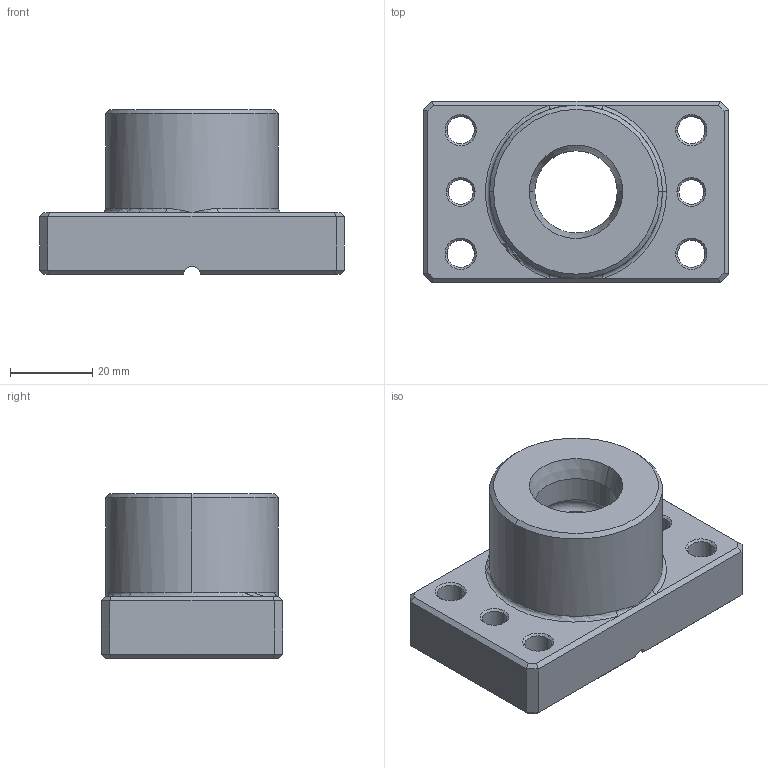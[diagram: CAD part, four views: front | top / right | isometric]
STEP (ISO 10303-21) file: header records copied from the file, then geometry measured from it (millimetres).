
FILE_DESCRIPTION (( 'STEP AP214' ), '1' );
FILE_NAME ('SZBP-D20.step', '2021-09-18T03:20:31', ( 'User' ), ( 'china' ), 'SwSTEP 2.0', 'SolidWorks 2016', '' );
FILE_SCHEMA (( 'AUTOMOTIVE_DESIGN' ));
Length unit declared in the file: millimetre
Products named in the file (1): SZBP-D20
Bounding box: 74 x 44 x 40 mm (x, y, z)
Volume: 66846.4 mm3; surface area: 16104.2 mm2
Topology: 1 solids, 1 shells, 115 faces, 278 edges, 162 vertices
Faces by surface type: plane 41, cylinder 32, cone 31, torus 7, bspline 4
Entity records: 3523 total; most frequent: CARTESIAN_POINT 776, DIRECTION 595, ORIENTED_EDGE 548, EDGE_CURVE 274, AXIS2_PLACEMENT_3D 221, VERTEX_POINT 162, LINE 153, VECTOR 153
